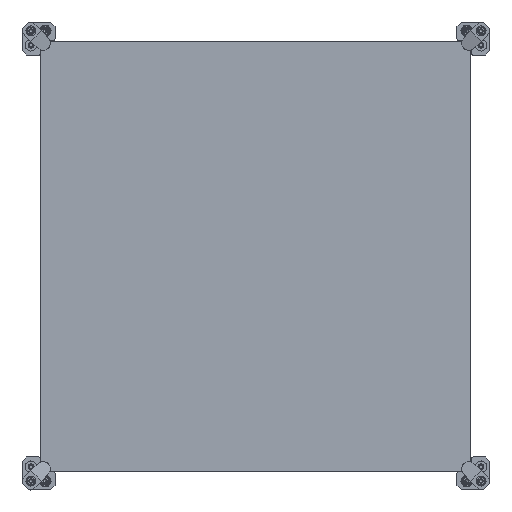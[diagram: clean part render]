
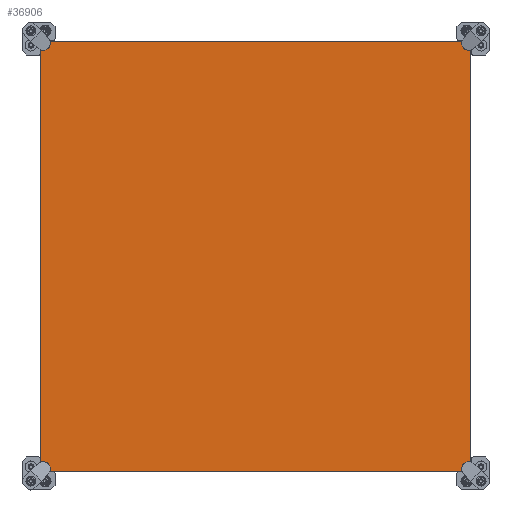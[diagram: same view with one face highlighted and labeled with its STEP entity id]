
A CAD part, top view. The second image highlights one B-rep face of the part: STEP entity #36906.
In plain terms, the highlighted planar face has unit normal (0, 0, 1).
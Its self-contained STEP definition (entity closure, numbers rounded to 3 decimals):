
#36592 = VERTEX_POINT('',#36593);
#36593 = CARTESIAN_POINT('',(-150.15,149.85,14.925));
#36600 = PLANE('',#36601);
#36601 = AXIS2_PLACEMENT_3D('',#36602,#36603,#36604);
#36602 = CARTESIAN_POINT('',(-150.15,149.85,11.75));
#36603 = DIRECTION('',(0.,1.,0.));
#36604 = DIRECTION('',(1.,0.,0.));
#36612 = PLANE('',#36613);
#36613 = AXIS2_PLACEMENT_3D('',#36614,#36615,#36616);
#36614 = CARTESIAN_POINT('',(-150.15,-150.15,11.75));
#36615 = DIRECTION('',(-1.,0.,0.));
#36616 = DIRECTION('',(0.,1.,0.));
#36624 = EDGE_CURVE('',#36592,#36625,#36627,.T.);
#36625 = VERTEX_POINT('',#36626);
#36626 = CARTESIAN_POINT('',(149.85,149.85,14.925));
#36627 = SURFACE_CURVE('',#36628,(#36632,#36639),.PCURVE_S1.);
#36628 = LINE('',#36629,#36630);
#36629 = CARTESIAN_POINT('',(-150.15,149.85,14.925));
#36630 = VECTOR('',#36631,1.);
#36631 = DIRECTION('',(1.,0.,0.));
#36632 = PCURVE('',#36600,#36633);
#36633 = DEFINITIONAL_REPRESENTATION('',(#36634),#36638);
#36634 = LINE('',#36635,#36636);
#36635 = CARTESIAN_POINT('',(0.,-3.175));
#36636 = VECTOR('',#36637,1.);
#36637 = DIRECTION('',(1.,0.));
#36638 = ( GEOMETRIC_REPRESENTATION_CONTEXT(2) 
PARAMETRIC_REPRESENTATION_CONTEXT() REPRESENTATION_CONTEXT('2D SPACE',''
  ) );
#36639 = PCURVE('',#36640,#36645);
#36640 = PLANE('',#36641);
#36641 = AXIS2_PLACEMENT_3D('',#36642,#36643,#36644);
#36642 = CARTESIAN_POINT('',(-150.15,149.85,14.925));
#36643 = DIRECTION('',(0.,0.,1.));
#36644 = DIRECTION('',(1.,0.,0.));
#36645 = DEFINITIONAL_REPRESENTATION('',(#36646),#36650);
#36646 = LINE('',#36647,#36648);
#36647 = CARTESIAN_POINT('',(0.,0.));
#36648 = VECTOR('',#36649,1.);
#36649 = DIRECTION('',(1.,0.));
#36650 = ( GEOMETRIC_REPRESENTATION_CONTEXT(2) 
PARAMETRIC_REPRESENTATION_CONTEXT() REPRESENTATION_CONTEXT('2D SPACE',''
  ) );
#36668 = PLANE('',#36669);
#36669 = AXIS2_PLACEMENT_3D('',#36670,#36671,#36672);
#36670 = CARTESIAN_POINT('',(149.85,149.85,11.75));
#36671 = DIRECTION('',(1.,0.,0.));
#36672 = DIRECTION('',(0.,-1.,0.));
#36710 = EDGE_CURVE('',#36625,#36711,#36713,.T.);
#36711 = VERTEX_POINT('',#36712);
#36712 = CARTESIAN_POINT('',(149.85,-150.15,14.925));
#36713 = SURFACE_CURVE('',#36714,(#36718,#36725),.PCURVE_S1.);
#36714 = LINE('',#36715,#36716);
#36715 = CARTESIAN_POINT('',(149.85,149.85,14.925));
#36716 = VECTOR('',#36717,1.);
#36717 = DIRECTION('',(0.,-1.,0.));
#36718 = PCURVE('',#36668,#36719);
#36719 = DEFINITIONAL_REPRESENTATION('',(#36720),#36724);
#36720 = LINE('',#36721,#36722);
#36721 = CARTESIAN_POINT('',(0.,-3.175));
#36722 = VECTOR('',#36723,1.);
#36723 = DIRECTION('',(1.,0.));
#36724 = ( GEOMETRIC_REPRESENTATION_CONTEXT(2) 
PARAMETRIC_REPRESENTATION_CONTEXT() REPRESENTATION_CONTEXT('2D SPACE',''
  ) );
#36725 = PCURVE('',#36640,#36726);
#36726 = DEFINITIONAL_REPRESENTATION('',(#36727),#36731);
#36727 = LINE('',#36728,#36729);
#36728 = CARTESIAN_POINT('',(300.,0.));
#36729 = VECTOR('',#36730,1.);
#36730 = DIRECTION('',(0.,-1.));
#36731 = ( GEOMETRIC_REPRESENTATION_CONTEXT(2) 
PARAMETRIC_REPRESENTATION_CONTEXT() REPRESENTATION_CONTEXT('2D SPACE',''
  ) );
#36749 = PLANE('',#36750);
#36750 = AXIS2_PLACEMENT_3D('',#36751,#36752,#36753);
#36751 = CARTESIAN_POINT('',(149.85,-150.15,11.75));
#36752 = DIRECTION('',(0.,-1.,0.));
#36753 = DIRECTION('',(-1.,0.,0.));
#36786 = EDGE_CURVE('',#36711,#36787,#36789,.T.);
#36787 = VERTEX_POINT('',#36788);
#36788 = CARTESIAN_POINT('',(-150.15,-150.15,14.925));
#36789 = SURFACE_CURVE('',#36790,(#36794,#36801),.PCURVE_S1.);
#36790 = LINE('',#36791,#36792);
#36791 = CARTESIAN_POINT('',(149.85,-150.15,14.925));
#36792 = VECTOR('',#36793,1.);
#36793 = DIRECTION('',(-1.,0.,0.));
#36794 = PCURVE('',#36749,#36795);
#36795 = DEFINITIONAL_REPRESENTATION('',(#36796),#36800);
#36796 = LINE('',#36797,#36798);
#36797 = CARTESIAN_POINT('',(0.,-3.175));
#36798 = VECTOR('',#36799,1.);
#36799 = DIRECTION('',(1.,0.));
#36800 = ( GEOMETRIC_REPRESENTATION_CONTEXT(2) 
PARAMETRIC_REPRESENTATION_CONTEXT() REPRESENTATION_CONTEXT('2D SPACE',''
  ) );
#36801 = PCURVE('',#36640,#36802);
#36802 = DEFINITIONAL_REPRESENTATION('',(#36803),#36807);
#36803 = LINE('',#36804,#36805);
#36804 = CARTESIAN_POINT('',(300.,-300.));
#36805 = VECTOR('',#36806,1.);
#36806 = DIRECTION('',(-1.,0.));
#36807 = ( GEOMETRIC_REPRESENTATION_CONTEXT(2) 
PARAMETRIC_REPRESENTATION_CONTEXT() REPRESENTATION_CONTEXT('2D SPACE',''
  ) );
#36857 = EDGE_CURVE('',#36787,#36592,#36858,.T.);
#36858 = SURFACE_CURVE('',#36859,(#36863,#36870),.PCURVE_S1.);
#36859 = LINE('',#36860,#36861);
#36860 = CARTESIAN_POINT('',(-150.15,-150.15,14.925));
#36861 = VECTOR('',#36862,1.);
#36862 = DIRECTION('',(0.,1.,0.));
#36863 = PCURVE('',#36612,#36864);
#36864 = DEFINITIONAL_REPRESENTATION('',(#36865),#36869);
#36865 = LINE('',#36866,#36867);
#36866 = CARTESIAN_POINT('',(0.,-3.175));
#36867 = VECTOR('',#36868,1.);
#36868 = DIRECTION('',(1.,0.));
#36869 = ( GEOMETRIC_REPRESENTATION_CONTEXT(2) 
PARAMETRIC_REPRESENTATION_CONTEXT() REPRESENTATION_CONTEXT('2D SPACE',''
  ) );
#36870 = PCURVE('',#36640,#36871);
#36871 = DEFINITIONAL_REPRESENTATION('',(#36872),#36876);
#36872 = LINE('',#36873,#36874);
#36873 = CARTESIAN_POINT('',(0.,-300.));
#36874 = VECTOR('',#36875,1.);
#36875 = DIRECTION('',(0.,1.));
#36876 = ( GEOMETRIC_REPRESENTATION_CONTEXT(2) 
PARAMETRIC_REPRESENTATION_CONTEXT() REPRESENTATION_CONTEXT('2D SPACE',''
  ) );
#36906 = ADVANCED_FACE('',(#36907),#36640,.T.);
#36907 = FACE_BOUND('',#36908,.F.);
#36908 = EDGE_LOOP('',(#36909,#36910,#36911,#36912));
#36909 = ORIENTED_EDGE('',*,*,#36624,.T.);
#36910 = ORIENTED_EDGE('',*,*,#36710,.T.);
#36911 = ORIENTED_EDGE('',*,*,#36786,.T.);
#36912 = ORIENTED_EDGE('',*,*,#36857,.T.);
